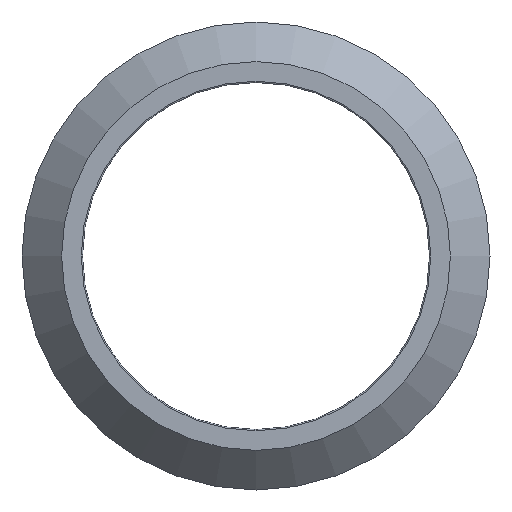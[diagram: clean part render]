
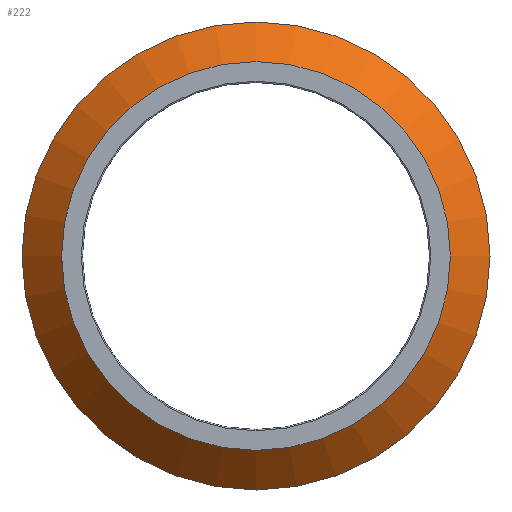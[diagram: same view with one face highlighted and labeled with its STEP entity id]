
A CAD part, left-side view. The second image highlights one B-rep face of the part: STEP entity #222.
In plain terms, the highlighted conical face has half-angle 45 degrees and reference radius 21.485 mm.
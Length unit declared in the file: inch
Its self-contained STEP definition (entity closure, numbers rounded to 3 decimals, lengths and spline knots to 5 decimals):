
#33=FACE_OUTER_BOUND('',#48,.T.);
#48=EDGE_LOOP('',(#157,#158,#159,#160));
#67=LINE('',#397,#72);
#72=VECTOR('',#307,0.84585);
#77=CIRCLE('',#260,0.924);
#78=CIRCLE('',#261,0.7677);
#104=VERTEX_POINT('',#394);
#105=VERTEX_POINT('',#396);
#125=EDGE_CURVE('',#104,#104,#77,.T.);
#126=EDGE_CURVE('',#104,#105,#67,.T.);
#127=EDGE_CURVE('',#105,#105,#78,.T.);
#157=ORIENTED_EDGE('',*,*,#125,.F.);
#158=ORIENTED_EDGE('',*,*,#126,.T.);
#159=ORIENTED_EDGE('',*,*,#127,.T.);
#160=ORIENTED_EDGE('',*,*,#126,.F.);
#221=CONICAL_SURFACE('',#259,0.84585,0.785);
#222=ADVANCED_FACE('',(#33),#221,.T.);
#259=AXIS2_PLACEMENT_3D('',#393,#303,#304);
#260=AXIS2_PLACEMENT_3D('',#395,#305,#306);
#261=AXIS2_PLACEMENT_3D('',#398,#308,#309);
#303=DIRECTION('center_axis',(1.,0.,0.));
#304=DIRECTION('ref_axis',(0.,1.,0.));
#305=DIRECTION('center_axis',(1.,0.,0.));
#306=DIRECTION('ref_axis',(0.,1.,0.));
#307=DIRECTION('',(-0.707,0.707,0.));
#308=DIRECTION('center_axis',(1.,0.,0.));
#309=DIRECTION('ref_axis',(0.,1.,0.));
#393=CARTESIAN_POINT('Origin',(0.07815,0.,
0.));
#394=CARTESIAN_POINT('',(0.1563,-0.924,0.));
#395=CARTESIAN_POINT('Origin',(0.1563,0.,0.));
#396=CARTESIAN_POINT('',(0.,-0.7677,0.));
#397=CARTESIAN_POINT('',(0.07815,-0.84585,0.));
#398=CARTESIAN_POINT('Origin',(0.,0.,
0.));
